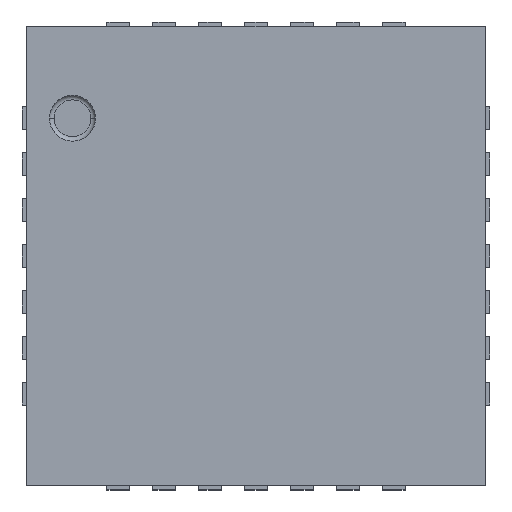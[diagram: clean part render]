
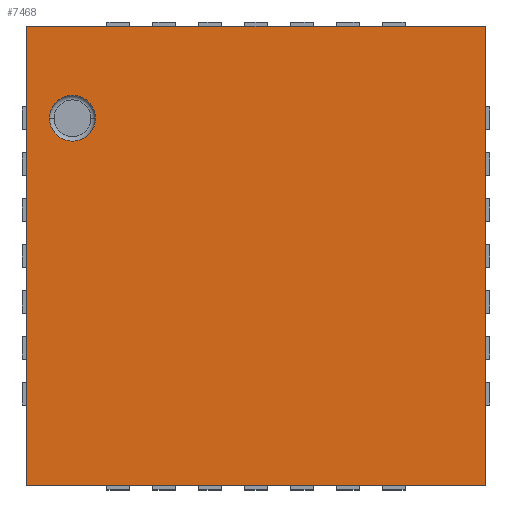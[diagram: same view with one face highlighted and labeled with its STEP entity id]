
A CAD part, top view. The second image highlights one B-rep face of the part: STEP entity #7468.
In plain terms, the highlighted planar face has unit normal (0, 0, 1).
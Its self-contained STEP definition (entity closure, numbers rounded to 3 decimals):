
#7315 = VERTEX_POINT('',#7316);
#7316 = CARTESIAN_POINT('',(-2.25,1.5,1.));
#7323 = EDGE_CURVE('',#7324,#7315,#7326,.T.);
#7324 = VERTEX_POINT('',#7325);
#7325 = CARTESIAN_POINT('',(-1.75,1.5,1.));
#7326 = CIRCLE('',#7327,0.25);
#7327 = AXIS2_PLACEMENT_3D('',#7328,#7329,#7330);
#7328 = CARTESIAN_POINT('',(-2.,1.5,1.));
#7329 = DIRECTION('',(0.,0.,1.));
#7330 = DIRECTION('',(-1.,0.,0.));
#7359 = VERTEX_POINT('',#7360);
#7360 = CARTESIAN_POINT('',(-2.5,2.5,1.));
#7366 = EDGE_CURVE('',#7367,#7359,#7369,.T.);
#7367 = VERTEX_POINT('',#7368);
#7368 = CARTESIAN_POINT('',(2.5,2.5,1.));
#7369 = LINE('',#7370,#7371);
#7370 = CARTESIAN_POINT('',(-2.5,2.5,1.));
#7371 = VECTOR('',#7372,1.);
#7372 = DIRECTION('',(-1.,0.,0.));
#7397 = VERTEX_POINT('',#7398);
#7398 = CARTESIAN_POINT('',(-2.5,-2.5,1.));
#7404 = EDGE_CURVE('',#7359,#7397,#7405,.T.);
#7405 = LINE('',#7406,#7407);
#7406 = CARTESIAN_POINT('',(-2.5,-2.5,1.));
#7407 = VECTOR('',#7408,1.);
#7408 = DIRECTION('',(0.,-1.,0.));
#7428 = VERTEX_POINT('',#7429);
#7429 = CARTESIAN_POINT('',(2.5,-2.5,1.));
#7435 = EDGE_CURVE('',#7397,#7428,#7436,.T.);
#7436 = LINE('',#7437,#7438);
#7437 = CARTESIAN_POINT('',(-2.5,-2.5,1.));
#7438 = VECTOR('',#7439,1.);
#7439 = DIRECTION('',(1.,0.,0.));
#7457 = EDGE_CURVE('',#7428,#7367,#7458,.T.);
#7458 = LINE('',#7459,#7460);
#7459 = CARTESIAN_POINT('',(2.5,-2.5,1.));
#7460 = VECTOR('',#7461,1.);
#7461 = DIRECTION('',(0.,1.,0.));
#7468 = ADVANCED_FACE('',(#7469,#7479),#7485,.T.);
#7469 = FACE_BOUND('',#7470,.T.);
#7470 = EDGE_LOOP('',(#7471,#7478));
#7471 = ORIENTED_EDGE('',*,*,#7472,.F.);
#7472 = EDGE_CURVE('',#7315,#7324,#7473,.T.);
#7473 = CIRCLE('',#7474,0.25);
#7474 = AXIS2_PLACEMENT_3D('',#7475,#7476,#7477);
#7475 = CARTESIAN_POINT('',(-2.,1.5,1.));
#7476 = DIRECTION('',(0.,0.,1.));
#7477 = DIRECTION('',(-1.,0.,0.));
#7478 = ORIENTED_EDGE('',*,*,#7323,.F.);
#7479 = FACE_BOUND('',#7480,.T.);
#7480 = EDGE_LOOP('',(#7481,#7482,#7483,#7484));
#7481 = ORIENTED_EDGE('',*,*,#7366,.T.);
#7482 = ORIENTED_EDGE('',*,*,#7404,.T.);
#7483 = ORIENTED_EDGE('',*,*,#7435,.T.);
#7484 = ORIENTED_EDGE('',*,*,#7457,.T.);
#7485 = PLANE('',#7486);
#7486 = AXIS2_PLACEMENT_3D('',#7487,#7488,#7489);
#7487 = CARTESIAN_POINT('',(0.,0.,1.));
#7488 = DIRECTION('',(0.,0.,1.));
#7489 = DIRECTION('',(-1.,0.,0.));
